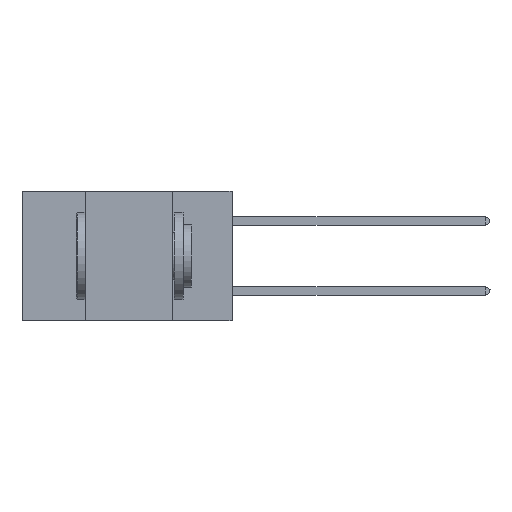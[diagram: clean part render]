
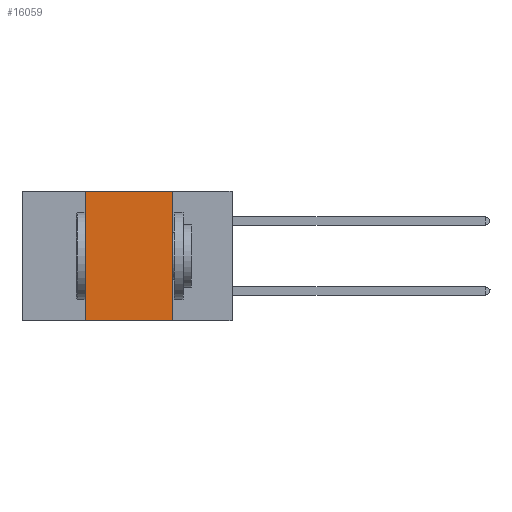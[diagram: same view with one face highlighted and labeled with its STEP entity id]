
A CAD part, left-side view. The second image highlights one B-rep face of the part: STEP entity #16059.
In plain terms, the highlighted planar face has unit normal (-1, 0, 0).
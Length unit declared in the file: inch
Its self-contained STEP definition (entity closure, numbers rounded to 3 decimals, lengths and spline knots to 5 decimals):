
#134 = CARTESIAN_POINT ( 'NONE',  ( 0., 0.42, 0. ) ) ;
#239 = DIRECTION ( 'NONE',  ( 0., 0., -1. ) ) ;
#442 = CARTESIAN_POINT ( 'NONE',  ( 0., 0.42, -0.37 ) ) ;
#1644 = PLANE ( 'NONE',  #12744 ) ;
#2307 = CARTESIAN_POINT ( 'NONE',  ( 0., 0.17, 0. ) ) ;
#2853 = VECTOR ( 'NONE', #11922, 39.37008 ) ;
#4007 = EDGE_CURVE ( 'NONE', #10642, #7930, #16366, .T. ) ;
#4293 = LINE ( 'NONE', #11839, #10699 ) ;
#4323 = CARTESIAN_POINT ( 'NONE',  ( 0., 0.17, -0.37 ) ) ;
#4611 = DIRECTION ( 'NONE',  ( 0., -1., 0. ) ) ;
#4676 = CARTESIAN_POINT ( 'NONE',  ( 0., 0.6, -0.37 ) ) ;
#5989 = CARTESIAN_POINT ( 'NONE',  ( 0., 0.6, 0. ) ) ;
#6378 = CARTESIAN_POINT ( 'NONE',  ( 0., 0.42, 0. ) ) ;
#6471 = VERTEX_POINT ( 'NONE', #6378 ) ;
#6823 = EDGE_CURVE ( 'NONE', #10642, #6471, #16501, .T. ) ;
#7040 = VERTEX_POINT ( 'NONE', #11650 ) ;
#7930 = VERTEX_POINT ( 'NONE', #4323 ) ;
#8648 = DIRECTION ( 'NONE',  ( 0., 0., 1. ) ) ;
#8743 = DIRECTION ( 'NONE',  ( 1., 0., 0. ) ) ;
#9058 = ORIENTED_EDGE ( 'NONE', *, *, #13899, .F. ) ;
#9093 = ORIENTED_EDGE ( 'NONE', *, *, #11439, .F. ) ;
#9168 = ORIENTED_EDGE ( 'NONE', *, *, #6823, .F. ) ;
#9228 = ORIENTED_EDGE ( 'NONE', *, *, #4007, .T. ) ;
#9806 = LINE ( 'NONE', #2307, #2853 ) ;
#10475 = VECTOR ( 'NONE', #8648, 39.37008 ) ;
#10642 = VERTEX_POINT ( 'NONE', #442 ) ;
#10699 = VECTOR ( 'NONE', #13147, 39.37008 ) ;
#11439 = EDGE_CURVE ( 'NONE', #6471, #7040, #4293, .T. ) ;
#11650 = CARTESIAN_POINT ( 'NONE',  ( 0., 0.17, 0. ) ) ;
#11839 = CARTESIAN_POINT ( 'NONE',  ( 0., 0.6, 0. ) ) ;
#11922 = DIRECTION ( 'NONE',  ( 0., 0., -1. ) ) ;
#12744 = AXIS2_PLACEMENT_3D ( 'NONE', #5989, #8743, #239 ) ;
#12987 = VECTOR ( 'NONE', #4611, 39.37008 ) ;
#13147 = DIRECTION ( 'NONE',  ( 0., -1., 0. ) ) ;
#13202 = FACE_OUTER_BOUND ( 'NONE', #17396, .T. ) ;
#13899 = EDGE_CURVE ( 'NONE', #7040, #7930, #9806, .T. ) ;
#16059 = ADVANCED_FACE ( 'NONE', ( #13202 ), #1644, .F. ) ;
#16366 = LINE ( 'NONE', #4676, #12987 ) ;
#16501 = LINE ( 'NONE', #134, #10475 ) ;
#17396 = EDGE_LOOP ( 'NONE', ( #9058, #9093, #9168, #9228 ) ) ;
